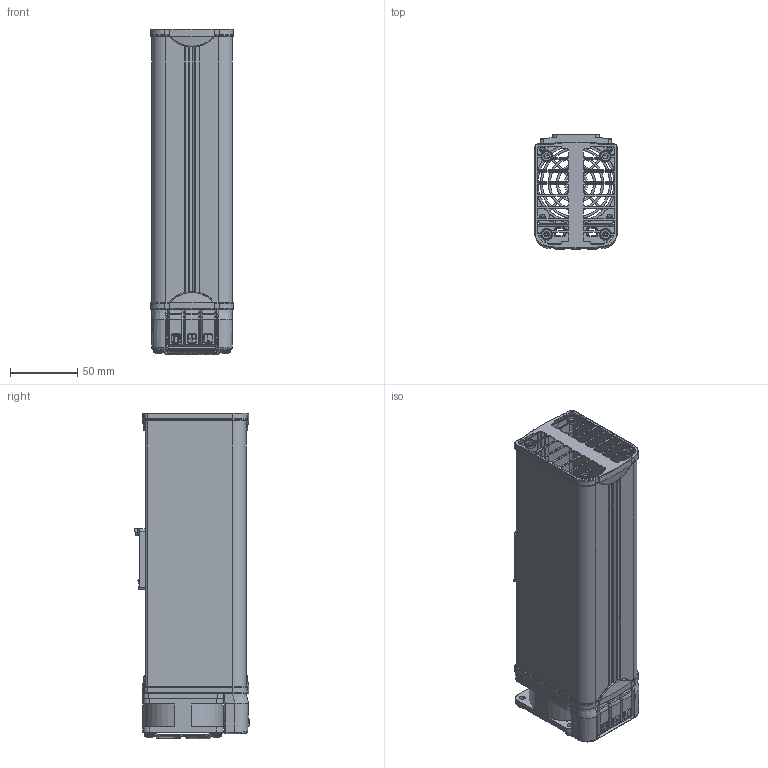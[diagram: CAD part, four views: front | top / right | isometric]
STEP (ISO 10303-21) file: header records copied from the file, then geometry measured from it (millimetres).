
FILE_DESCRIPTION((''),'2;1');
FILE_NAME('ASM0001_ASM','2024-08-26T07:35:15',('klemen.sitar'),('Audax d.o.o.'),'CREO PARAMETRIC BY PTC INC, 2021304','CREO PARAMETRIC BY PTC INC, 2021304','');
FILE_SCHEMA(('AP242_MANAGED_MODEL_BASED_3D_ENGINEERING_MIM_LF { 1 0 10303 442 1 1 4 }'));
Products named in the file (5): 001344076-3DFILE_ASM; IMPORTATO1; SWEEP6; DOCUMENT_A_1_ASM; ASM0001_ASM
Assembly tree (4 placements, depth 2):
  ASM0001_ASM
    001344076-3DFILE_ASM
    IMPORTATO1
    SWEEP6
    DOCUMENT_A_1_ASM
Bounding box: 61.5 x 85.15 x 241.95 mm (x, y, z)
Volume: 1672.8 mm3; surface area: 85446.7 mm2
Topology: 2 solids, 354 shells, 1298 faces, 4669 edges, 3696 vertices
Faces by surface type: plane 427, cylinder 376, torus 299, cone 150, bspline 30, sphere 14, extrusion 2
Entity records: 103104 total; most frequent: CARTESIAN_POINT 37456, DIRECTION 8484, ORIENTED_EDGE 7019, PRESENTATION_STYLE_ASSIGNMENT 6315, STYLED_ITEM 6315, CURVE_STYLE 4663, EDGE_CURVE 4661, VERTEX_POINT 3696
